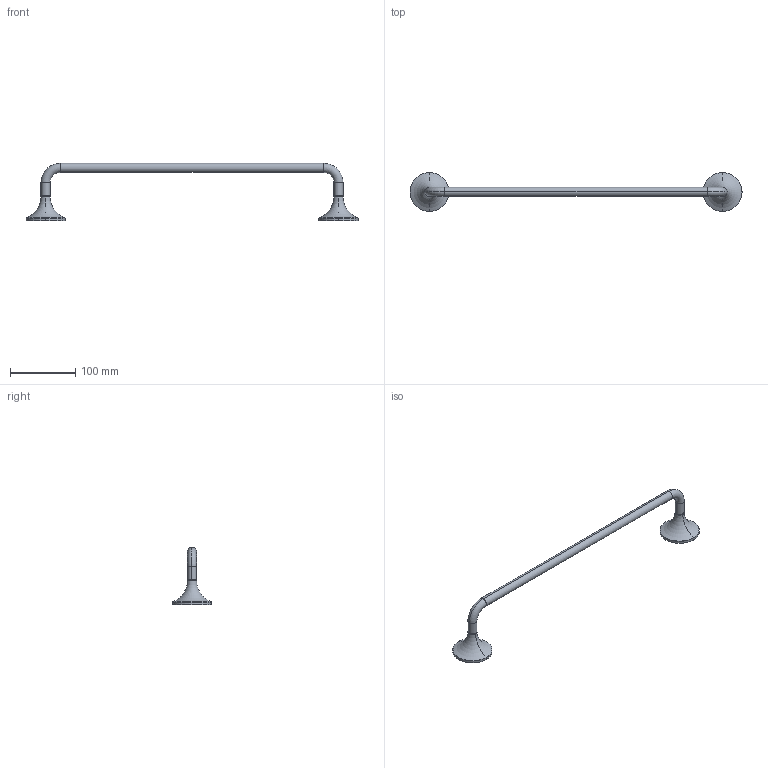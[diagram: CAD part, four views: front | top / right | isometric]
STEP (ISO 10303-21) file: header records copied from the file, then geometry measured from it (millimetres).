
FILE_DESCRIPTION (( 'STEP AP214' ), '1' );
FILE_NAME ('83070809.STEP', '2022-03-21T14:20:50', ( '' ), ( '' ), 'SwSTEP 2.0', 'SolidWorks 2020', '' );
FILE_SCHEMA (( 'AUTOMOTIVE_DESIGN' ));
Length unit declared in the file: millimetre
Products named in the file (3): 83070809; Planungsmodell_Rosette-+-08.27.80.500.90-01_K1_D60x37_D14; Planungsmodell_Rohr-+-08.28.25.515-1
Assembly tree (3 placements, depth 2):
  83070809
    Planungsmodell_Rohr-+-08.28.25.515-1
    Planungsmodell_Rosette-+-08.27.80.500.90-01_K1_D60x37_D14  x2
Bounding box: 510 x 60 x 88 mm (x, y, z)
Volume: 146846.2 mm3; surface area: 38643 mm2
Topology: 3 solids, 3 shells, 38 faces, 70 edges, 40 vertices
Faces by surface type: torus 16, cylinder 14, plane 8
Entity records: 822 total; most frequent: DIRECTION 160, CARTESIAN_POINT 116, ORIENTED_EDGE 104, AXIS2_PLACEMENT_3D 74, EDGE_CURVE 52, CIRCLE 40, EDGE_LOOP 30, VERTEX_POINT 30
